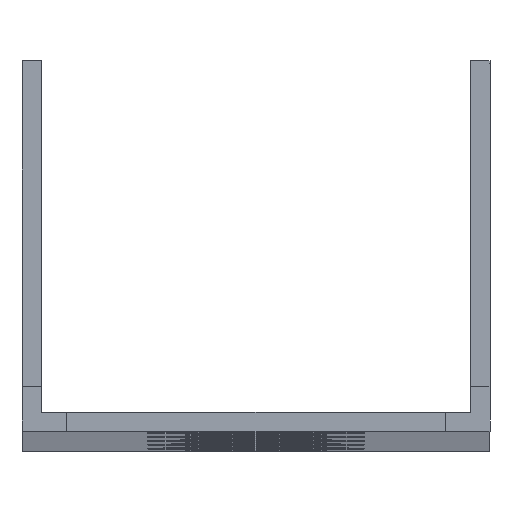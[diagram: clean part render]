
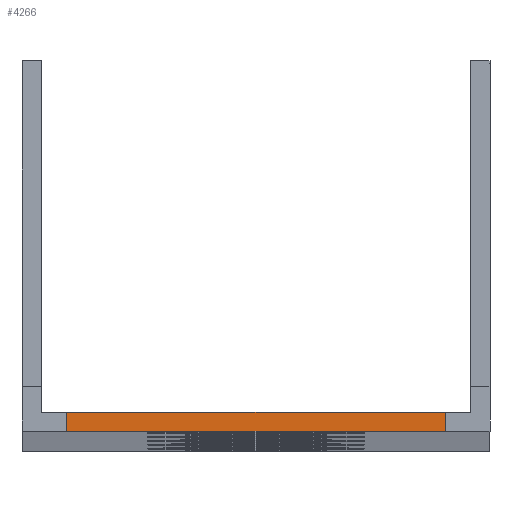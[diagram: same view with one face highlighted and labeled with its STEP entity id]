
A CAD part, top view. The second image highlights one B-rep face of the part: STEP entity #4266.
In plain terms, the highlighted planar face has unit normal (0, 0, 1).
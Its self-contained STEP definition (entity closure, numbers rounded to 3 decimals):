
#561=FACE_OUTER_BOUND('',#879,.T.);
#879=EDGE_LOOP('',(#3152,#3153,#3154,#3155));
#1135=LINE('',#6158,#1483);
#1214=LINE('',#6556,#1562);
#1280=LINE('',#6807,#1628);
#1282=LINE('',#6810,#1630);
#1483=VECTOR('',#4927,10.);
#1562=VECTOR('',#5254,10.);
#1628=VECTOR('',#5442,10.);
#1630=VECTOR('',#5446,10.);
#1831=VERTEX_POINT('',#6155);
#1832=VERTEX_POINT('',#6157);
#2026=VERTEX_POINT('',#6553);
#2027=VERTEX_POINT('',#6555);
#2223=EDGE_CURVE('',#1831,#1832,#1135,.T.);
#2422=EDGE_CURVE('',#2027,#2026,#1214,.T.);
#2548=EDGE_CURVE('',#1831,#2027,#1280,.T.);
#2550=EDGE_CURVE('',#2026,#1832,#1282,.T.);
#3152=ORIENTED_EDGE('',*,*,#2550,.T.);
#3153=ORIENTED_EDGE('',*,*,#2223,.F.);
#3154=ORIENTED_EDGE('',*,*,#2548,.T.);
#3155=ORIENTED_EDGE('',*,*,#2422,.T.);
#3989=PLANE('',#4667);
#4266=ADVANCED_FACE('',(#561),#3989,.F.);
#4667=AXIS2_PLACEMENT_3D('',#6814,#5449,#5450);
#4927=DIRECTION('',(-1.,0.,0.));
#5254=DIRECTION('',(-1.,0.,0.));
#5442=DIRECTION('',(0.,1.,0.));
#5446=DIRECTION('',(0.,-1.,0.));
#5449=DIRECTION('center_axis',(0.,0.,
-1.));
#5450=DIRECTION('ref_axis',(-1.,0.,0.));
#6155=CARTESIAN_POINT('',(-29.679,0.,0.));
#6157=CARTESIAN_POINT('',(-59.321,0.,0.));
#6158=CARTESIAN_POINT('',(0.,0.,0.));
#6553=CARTESIAN_POINT('',(-59.321,1.5,0.));
#6555=CARTESIAN_POINT('',(-29.679,1.5,0.));
#6556=CARTESIAN_POINT('',(0.,1.5,0.));
#6807=CARTESIAN_POINT('',(-29.679,0.75,0.));
#6810=CARTESIAN_POINT('',(-59.321,0.75,0.));
#6814=CARTESIAN_POINT('Origin',(-23.429,3.5,0.));
